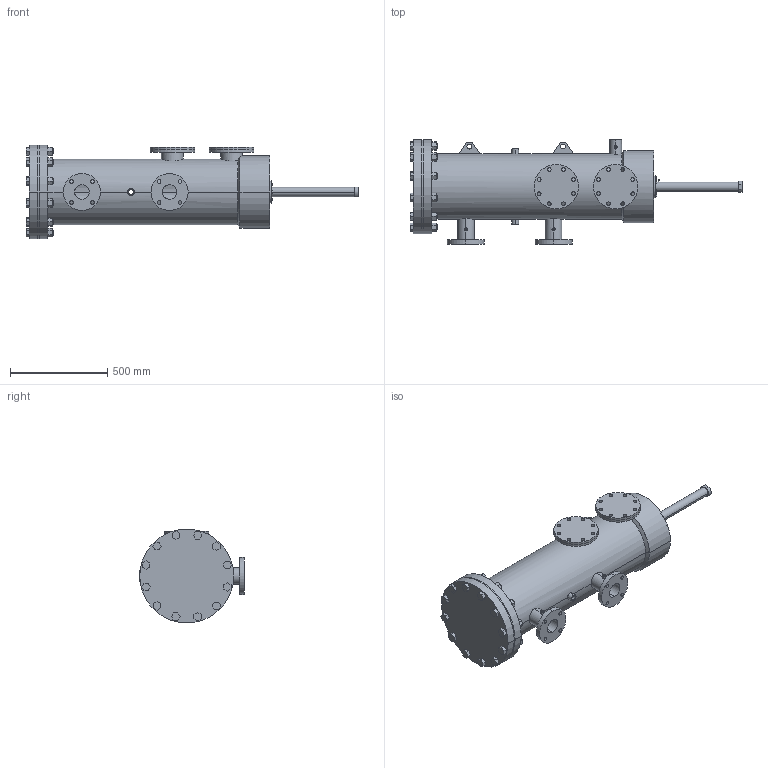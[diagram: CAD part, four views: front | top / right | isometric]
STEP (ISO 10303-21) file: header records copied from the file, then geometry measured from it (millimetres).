
FILE_DESCRIPTION (( 'STEP AP203' ), '1' );
FILE_NAME ('A3-FRP-180.STEP', '2020-09-17T14:02:53', ( '' ), ( '' ), 'SwSTEP 2.0', 'SolidWorks 2018', '' );
FILE_SCHEMA (( 'CONFIG_CONTROL_DESIGN' ));
Length unit declared in the file: inch
Products named in the file (1): A3-FRP-180
Bounding box: 1704.93 x 536.7 x 482.6 mm (x, y, z)
Volume: 24692604.4 mm3; surface area: 4833849.4 mm2
Topology: 37 solids, 37 shells, 605 faces, 1558 edges, 1036 vertices
Faces by surface type: cylinder 301, plane 298, cone 6
Entity records: 21547 total; most frequent: CARTESIAN_POINT 6016, DIRECTION 3206, ORIENTED_EDGE 3116, EDGE_CURVE 1558, AXIS2_PLACEMENT_3D 1158, VERTEX_POINT 1036, LINE 890, VECTOR 890
